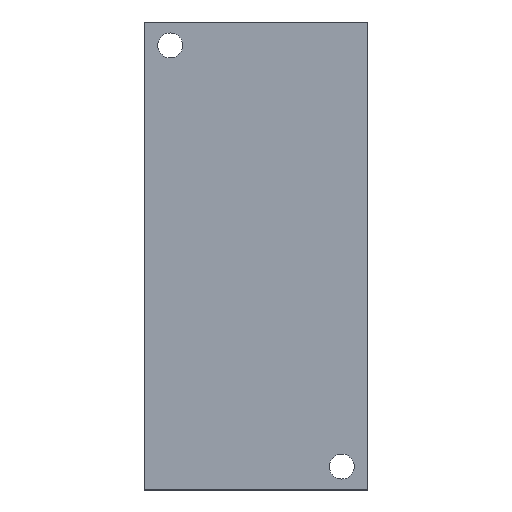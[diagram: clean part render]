
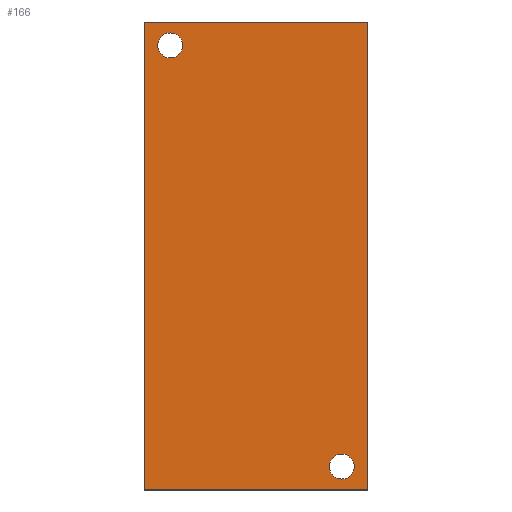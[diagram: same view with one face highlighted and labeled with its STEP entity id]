
A CAD part, top view. The second image highlights one B-rep face of the part: STEP entity #166.
In plain terms, the highlighted planar face has unit normal (0, 0, 1).
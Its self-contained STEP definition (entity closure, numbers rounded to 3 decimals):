
#8 = EDGE_CURVE ( 'NONE', #263, #235, #161, .T. ) ;
#16 = ORIENTED_EDGE ( 'NONE', *, *, #82, .F. ) ;
#17 = CARTESIAN_POINT ( 'NONE',  ( 4.9, 57., 0. ) ) ;
#27 = CARTESIAN_POINT ( 'NONE',  ( 3.3, 57., 0. ) ) ;
#32 = EDGE_CURVE ( 'NONE', #151, #109, #187, .T. ) ;
#33 = DIRECTION ( 'NONE',  ( -1., 0., 0. ) ) ;
#38 = CARTESIAN_POINT ( 'NONE',  ( 0., 60., 0. ) ) ;
#51 = AXIS2_PLACEMENT_3D ( 'NONE', #93, #149, #247 ) ;
#59 = DIRECTION ( 'NONE',  ( 0., 0., 1. ) ) ;
#64 = CARTESIAN_POINT ( 'NONE',  ( 23.7, 3., 0. ) ) ;
#66 = CARTESIAN_POINT ( 'NONE',  ( 0., 0., 0. ) ) ;
#68 = ORIENTED_EDGE ( 'NONE', *, *, #99, .F. ) ;
#75 = CARTESIAN_POINT ( 'NONE',  ( 0., 60., 0. ) ) ;
#78 = LINE ( 'NONE', #103, #307 ) ;
#82 = EDGE_CURVE ( 'NONE', #109, #151, #178, .T. ) ;
#83 = DIRECTION ( 'NONE',  ( 0., 0., 1. ) ) ;
#93 = CARTESIAN_POINT ( 'NONE',  ( 25.3, 3., 0. ) ) ;
#94 = AXIS2_PLACEMENT_3D ( 'NONE', #38, #226, #33 ) ;
#95 = LINE ( 'NONE', #66, #336 ) ;
#96 = ORIENTED_EDGE ( 'NONE', *, *, #157, .T. ) ;
#99 = EDGE_CURVE ( 'NONE', #235, #263, #333, .T. ) ;
#102 = CARTESIAN_POINT ( 'NONE',  ( 1.7, 57., 0. ) ) ;
#103 = CARTESIAN_POINT ( 'NONE',  ( 0., 60., 0. ) ) ;
#107 = EDGE_CURVE ( 'NONE', #190, #215, #259, .T. ) ;
#109 = VERTEX_POINT ( 'NONE', #122 ) ;
#110 = CARTESIAN_POINT ( 'NONE',  ( 25.3, 3., 0. ) ) ;
#115 = CARTESIAN_POINT ( 'NONE',  ( 28.6, 0., 0. ) ) ;
#117 = CARTESIAN_POINT ( 'NONE',  ( 28.6, 60., 0. ) ) ;
#118 = ORIENTED_EDGE ( 'NONE', *, *, #32, .F. ) ;
#119 = EDGE_LOOP ( 'NONE', ( #96, #139, #334, #348 ) ) ;
#122 = CARTESIAN_POINT ( 'NONE',  ( 26.9, 3., 0. ) ) ;
#123 = VECTOR ( 'NONE', #317, 1000. ) ;
#134 = EDGE_LOOP ( 'NONE', ( #322, #68 ) ) ;
#135 = DIRECTION ( 'NONE',  ( 1., 0., 0. ) ) ;
#139 = ORIENTED_EDGE ( 'NONE', *, *, #338, .T. ) ;
#143 = AXIS2_PLACEMENT_3D ( 'NONE', #110, #83, #268 ) ;
#149 = DIRECTION ( 'NONE',  ( 0., 0., 1. ) ) ;
#151 = VERTEX_POINT ( 'NONE', #64 ) ;
#157 = EDGE_CURVE ( 'NONE', #331, #332, #95, .T. ) ;
#161 = CIRCLE ( 'NONE', #203, 1.6 ) ;
#166 = ADVANCED_FACE ( 'NONE', ( #275, #246, #186 ), #221, .F. ) ;
#178 = CIRCLE ( 'NONE', #51, 1.6 ) ;
#185 = DIRECTION ( 'NONE',  ( -1., 0., 0. ) ) ;
#186 = FACE_OUTER_BOUND ( 'NONE', #119, .T. ) ;
#187 = CIRCLE ( 'NONE', #143, 1.6 ) ;
#190 = VERTEX_POINT ( 'NONE', #115 ) ;
#202 = LINE ( 'NONE', #234, #123 ) ;
#203 = AXIS2_PLACEMENT_3D ( 'NONE', #27, #297, #135 ) ;
#215 = VERTEX_POINT ( 'NONE', #117 ) ;
#221 = PLANE ( 'NONE',  #94 ) ;
#222 = DIRECTION ( 'NONE',  ( 0., 1., 0. ) ) ;
#226 = DIRECTION ( 'NONE',  ( 0., 0., -1. ) ) ;
#227 = AXIS2_PLACEMENT_3D ( 'NONE', #249, #59, #302 ) ;
#234 = CARTESIAN_POINT ( 'NONE',  ( 0., 0., 0. ) ) ;
#235 = VERTEX_POINT ( 'NONE', #102 ) ;
#246 = FACE_BOUND ( 'NONE', #337, .T. ) ;
#247 = DIRECTION ( 'NONE',  ( 1., 0., 0. ) ) ;
#249 = CARTESIAN_POINT ( 'NONE',  ( 3.3, 57., 0. ) ) ;
#257 = CARTESIAN_POINT ( 'NONE',  ( 0., 0., 0. ) ) ;
#259 = LINE ( 'NONE', #273, #288 ) ;
#263 = VERTEX_POINT ( 'NONE', #17 ) ;
#268 = DIRECTION ( 'NONE',  ( 1., 0., 0. ) ) ;
#269 = DIRECTION ( 'NONE',  ( 0., -1., 0. ) ) ;
#273 = CARTESIAN_POINT ( 'NONE',  ( 28.6, 0., 0. ) ) ;
#275 = FACE_BOUND ( 'NONE', #134, .T. ) ;
#288 = VECTOR ( 'NONE', #222, 1000. ) ;
#297 = DIRECTION ( 'NONE',  ( 0., 0., 1. ) ) ;
#302 = DIRECTION ( 'NONE',  ( 1., 0., 0. ) ) ;
#307 = VECTOR ( 'NONE', #185, 1000. ) ;
#317 = DIRECTION ( 'NONE',  ( 1., 0., 0. ) ) ;
#322 = ORIENTED_EDGE ( 'NONE', *, *, #8, .F. ) ;
#331 = VERTEX_POINT ( 'NONE', #75 ) ;
#332 = VERTEX_POINT ( 'NONE', #257 ) ;
#333 = CIRCLE ( 'NONE', #227, 1.6 ) ;
#334 = ORIENTED_EDGE ( 'NONE', *, *, #107, .T. ) ;
#336 = VECTOR ( 'NONE', #269, 1000. ) ;
#337 = EDGE_LOOP ( 'NONE', ( #16, #118 ) ) ;
#338 = EDGE_CURVE ( 'NONE', #332, #190, #202, .T. ) ;
#345 = EDGE_CURVE ( 'NONE', #215, #331, #78, .T. ) ;
#348 = ORIENTED_EDGE ( 'NONE', *, *, #345, .T. ) ;
